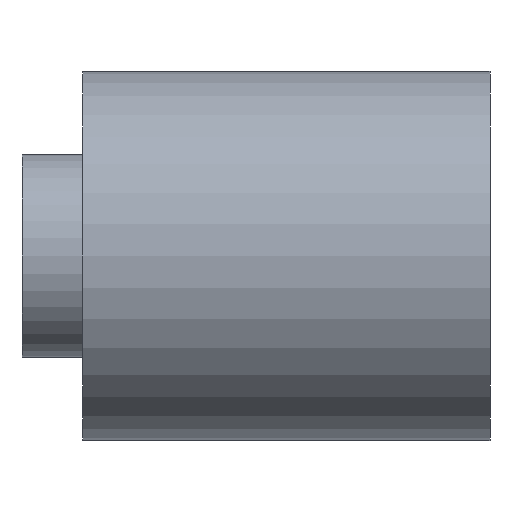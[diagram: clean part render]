
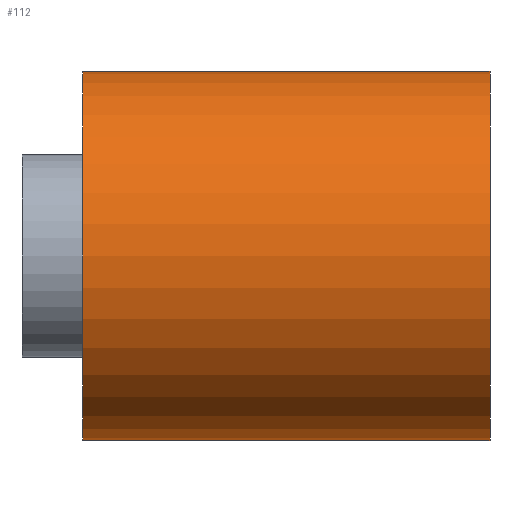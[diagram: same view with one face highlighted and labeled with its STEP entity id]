
A CAD part, front view. The second image highlights one B-rep face of the part: STEP entity #112.
In plain terms, the highlighted cylindrical face has radius 34 mm (diameter 68 mm), a full revolution.
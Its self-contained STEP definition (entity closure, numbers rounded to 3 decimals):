
#27=FACE_OUTER_BOUND('',#36,.T.);
#36=EDGE_LOOP('',(#84,#85,#86,#87));
#48=LINE('',#204,#52);
#52=VECTOR('',#162,34.);
#56=CIRCLE('',#137,34.);
#57=CIRCLE('',#138,34.);
#64=VERTEX_POINT('',#201);
#65=VERTEX_POINT('',#203);
#72=EDGE_CURVE('',#64,#64,#56,.T.);
#73=EDGE_CURVE('',#64,#65,#48,.T.);
#74=EDGE_CURVE('',#65,#65,#57,.T.);
#84=ORIENTED_EDGE('',*,*,#72,.F.);
#85=ORIENTED_EDGE('',*,*,#73,.T.);
#86=ORIENTED_EDGE('',*,*,#74,.F.);
#87=ORIENTED_EDGE('',*,*,#73,.F.);
#108=CYLINDRICAL_SURFACE('',#136,34.);
#112=ADVANCED_FACE('',(#27),#108,.T.);
#136=AXIS2_PLACEMENT_3D('',#200,#158,#159);
#137=AXIS2_PLACEMENT_3D('',#202,#160,#161);
#138=AXIS2_PLACEMENT_3D('',#205,#163,#164);
#158=DIRECTION('center_axis',(-1.,0.,0.));
#159=DIRECTION('ref_axis',(0.,0.,-1.));
#160=DIRECTION('center_axis',(-1.,0.,0.));
#161=DIRECTION('ref_axis',(0.,0.,-1.));
#162=DIRECTION('',(1.,0.,0.));
#163=DIRECTION('center_axis',(1.,0.,0.));
#164=DIRECTION('ref_axis',(0.,0.,-1.));
#200=CARTESIAN_POINT('Origin',(2.,0.,0.));
#201=CARTESIAN_POINT('',(-73.,0.,34.));
#202=CARTESIAN_POINT('Origin',(-73.,0.,0.));
#203=CARTESIAN_POINT('',(2.,0.,34.));
#204=CARTESIAN_POINT('',(2.,0.,34.));
#205=CARTESIAN_POINT('Origin',(2.,0.,0.));
